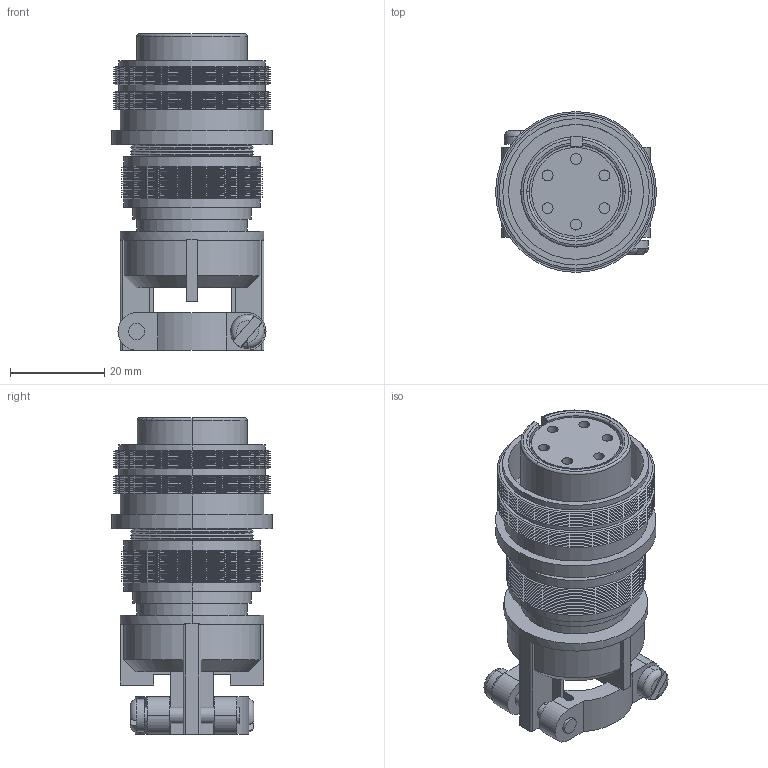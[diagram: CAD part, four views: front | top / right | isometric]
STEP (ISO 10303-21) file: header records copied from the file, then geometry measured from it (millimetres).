
FILE_DESCRIPTION (( 'STEP AP203' ), '1' );
FILE_NAME ('245-CON-MS6-UHV.STEP', '2013-11-19T17:46:14', ( '' ), ( '' ), 'SwSTEP 2.0', 'SolidWorks 2012', '' );
FILE_SCHEMA (( 'CONFIG_CONTROL_DESIGN' ));
Length unit declared in the file: inch
Products named in the file (1): 245-CON-MS6-UHV
Bounding box: 34.04 x 34.04 x 66.98 mm (x, y, z)
Volume: 36498.4 mm3; surface area: 14919.6 mm2
Topology: 1 solids, 1 shells, 380 faces, 865 edges, 516 vertices
Faces by surface type: cone 170, plane 107, cylinder 91, torus 12
Entity records: 10774 total; most frequent: DIRECTION 2005, CARTESIAN_POINT 1898, ORIENTED_EDGE 1730, EDGE_CURVE 865, AXIS2_PLACEMENT_3D 779, VERTEX_POINT 516, LINE 447, VECTOR 447
